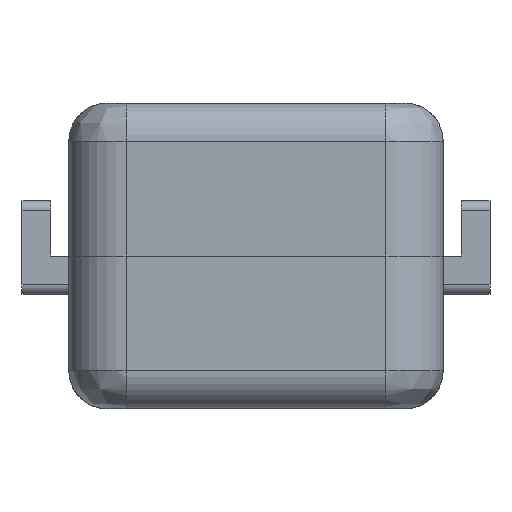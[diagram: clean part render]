
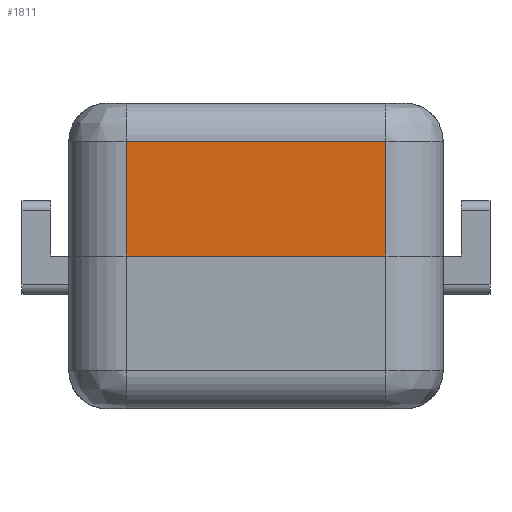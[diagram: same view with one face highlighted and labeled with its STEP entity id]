
A CAD part, front view. The second image highlights one B-rep face of the part: STEP entity #1811.
In plain terms, the highlighted planar face has unit normal (0, -1, 0).
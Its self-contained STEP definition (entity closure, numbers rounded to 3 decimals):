
#1811 = ADVANCED_FACE( '', ( #3798 ), #3799, .F. );
#3798 = FACE_OUTER_BOUND( '', #6073, .T. );
#3799 = PLANE( '', #6074 );
#6073 = EDGE_LOOP( '', ( #12261, #12262, #12263, #12264 ) );
#6074 = AXIS2_PLACEMENT_3D( '', #12265, #12266, #12267 );
#12261 = ORIENTED_EDGE( '', *, *, #15877, .F. );
#12262 = ORIENTED_EDGE( '', *, *, #16063, .T. );
#12263 = ORIENTED_EDGE( '', *, *, #16266, .T. );
#12264 = ORIENTED_EDGE( '', *, *, #16513, .T. );
#12265 = CARTESIAN_POINT( '', ( -9.8, -42.25, 8. ) );
#12266 = DIRECTION( '', ( 0., 1., 0. ) );
#12267 = DIRECTION( '', ( 0., 0., 1. ) );
#15877 = EDGE_CURVE( '', #20138, #20140, #20141, .T. );
#16063 = EDGE_CURVE( '', #20138, #17414, #20386, .T. );
#16266 = EDGE_CURVE( '', #17414, #20111, #20651, .T. );
#16513 = EDGE_CURVE( '', #20111, #20140, #20944, .F. );
#17414 = VERTEX_POINT( '', #23545 );
#20111 = VERTEX_POINT( '', #28197 );
#20138 = VERTEX_POINT( '', #28234 );
#20140 = VERTEX_POINT( '', #28236 );
#20141 = LINE( '', #28237, #28238 );
#20386 = LINE( '', #28690, #28691 );
#20651 = LINE( '', #29180, #29181 );
#20944 = LINE( '', #29736, #29737 );
#23545 = CARTESIAN_POINT( '', ( -6.8, -42.25, 2. ) );
#28197 = CARTESIAN_POINT( '', ( 6.8, -42.25, 2. ) );
#28234 = CARTESIAN_POINT( '', ( -6.8, -42.25, 8. ) );
#28236 = CARTESIAN_POINT( '', ( 6.8, -42.25, 8. ) );
#28237 = CARTESIAN_POINT( '', ( -9.8, -42.25, 8. ) );
#28238 = VECTOR( '', #32164, 1000. );
#28690 = CARTESIAN_POINT( '', ( -6.8, -42.25, 8. ) );
#28691 = VECTOR( '', #32278, 1000. );
#29180 = CARTESIAN_POINT( '', ( -9.8, -42.25, 2. ) );
#29181 = VECTOR( '', #32394, 1000. );
#29736 = CARTESIAN_POINT( '', ( 6.8, -42.25, 8. ) );
#29737 = VECTOR( '', #32537, 1000. );
#32164 = DIRECTION( '', ( 1., 0., 0. ) );
#32278 = DIRECTION( '', ( 0., 0., -1. ) );
#32394 = DIRECTION( '', ( 1., 0., 0. ) );
#32537 = DIRECTION( '', ( 0., 0., -1. ) );
